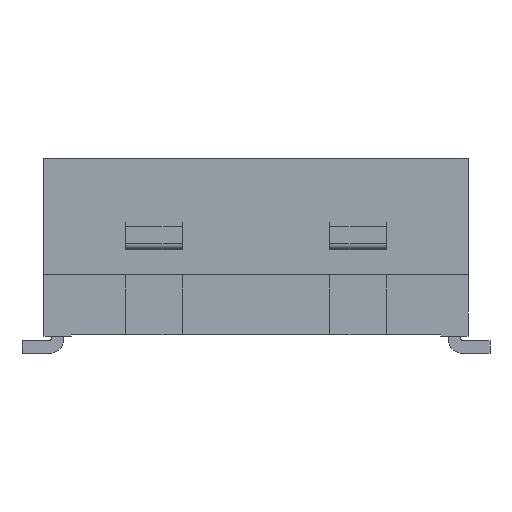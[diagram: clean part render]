
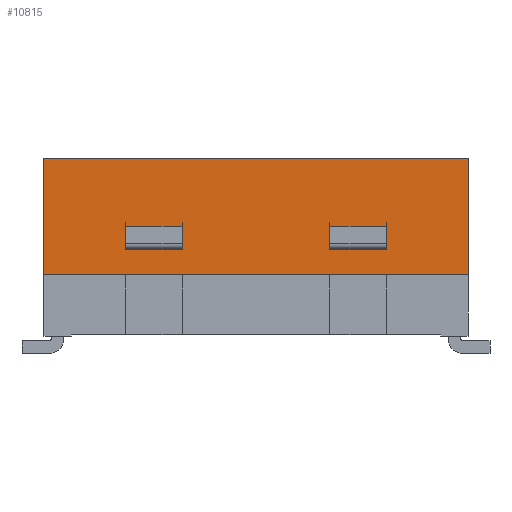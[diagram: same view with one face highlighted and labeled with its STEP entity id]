
A CAD part, front view. The second image highlights one B-rep face of the part: STEP entity #10815.
In plain terms, the highlighted face is planar.
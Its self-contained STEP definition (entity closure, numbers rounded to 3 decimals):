
#1861=ORIENTED_EDGE('',*,*,#4366,.F.);
#1862=ORIENTED_EDGE('',*,*,#4367,.F.);
#1863=ORIENTED_EDGE('',*,*,#4368,.F.);
#1864=ORIENTED_EDGE('',*,*,#4369,.F.);
#1865=ORIENTED_EDGE('',*,*,#4370,.T.);
#1866=ORIENTED_EDGE('',*,*,#4371,.T.);
#1867=ORIENTED_EDGE('',*,*,#4372,.T.);
#1868=ORIENTED_EDGE('',*,*,#4373,.T.);
#1869=ORIENTED_EDGE('',*,*,#4359,.T.);
#1870=ORIENTED_EDGE('',*,*,#4374,.T.);
#1871=ORIENTED_EDGE('',*,*,#4318,.F.);
#1872=ORIENTED_EDGE('',*,*,#4375,.F.);
#4318=EDGE_CURVE('',#5680,#5679,#6779,.T.);
#4359=EDGE_CURVE('',#5712,#5711,#6805,.T.);
#4366=EDGE_CURVE('',#5717,#5718,#6812,.T.);
#4367=EDGE_CURVE('',#5719,#5717,#6813,.T.);
#4368=EDGE_CURVE('',#5720,#5719,#6814,.T.);
#4369=EDGE_CURVE('',#5718,#5720,#6815,.T.);
#4370=EDGE_CURVE('',#5721,#5722,#6816,.T.);
#4371=EDGE_CURVE('',#5722,#5723,#6817,.T.);
#4372=EDGE_CURVE('',#5723,#5724,#6818,.T.);
#4373=EDGE_CURVE('',#5724,#5721,#6819,.T.);
#4374=EDGE_CURVE('',#5711,#5679,#6820,.T.);
#4375=EDGE_CURVE('',#5712,#5680,#6821,.T.);
#5679=VERTEX_POINT('',#17818);
#5680=VERTEX_POINT('',#17820);
#5711=VERTEX_POINT('',#17959);
#5712=VERTEX_POINT('',#17961);
#5717=VERTEX_POINT('',#17974);
#5718=VERTEX_POINT('',#17975);
#5719=VERTEX_POINT('',#17977);
#5720=VERTEX_POINT('',#17979);
#5721=VERTEX_POINT('',#17982);
#5722=VERTEX_POINT('',#17983);
#5723=VERTEX_POINT('',#17985);
#5724=VERTEX_POINT('',#17987);
#6779=LINE('',#17821,#8080);
#6805=LINE('',#17960,#8106);
#6812=LINE('',#17973,#8113);
#6813=LINE('',#17976,#8114);
#6814=LINE('',#17978,#8115);
#6815=LINE('',#17980,#8116);
#6816=LINE('',#17981,#8117);
#6817=LINE('',#17984,#8118);
#6818=LINE('',#17986,#8119);
#6819=LINE('',#17988,#8120);
#6820=LINE('',#17989,#8121);
#6821=LINE('',#17990,#8122);
#8080=VECTOR('',#14093,1000.);
#8106=VECTOR('',#14131,1000.);
#8113=VECTOR('',#14140,1000.);
#8114=VECTOR('',#14141,1000.);
#8115=VECTOR('',#14142,1000.);
#8116=VECTOR('',#14143,1000.);
#8117=VECTOR('',#14144,1000.);
#8118=VECTOR('',#14145,1000.);
#8119=VECTOR('',#14146,1000.);
#8120=VECTOR('',#14147,1000.);
#8121=VECTOR('',#14148,1000.);
#8122=VECTOR('',#14149,1000.);
#9134=EDGE_LOOP('',(#1861,#1862,#1863,#1864));
#9135=EDGE_LOOP('',(#1865,#1866,#1867,#1868));
#9136=EDGE_LOOP('',(#1869,#1870,#1871,#1872));
#9745=FACE_BOUND('',#9134,.T.);
#9746=FACE_BOUND('',#9135,.T.);
#9747=FACE_BOUND('',#9136,.T.);
#10285=PLANE('',#12464);
#10815=ADVANCED_FACE('',(#9745,#9746,#9747),#10285,.F.);
#12464=AXIS2_PLACEMENT_3D('',#17972,#14138,#14139);
#14093=DIRECTION('',(0.,1.,0.));
#14131=DIRECTION('',(0.,1.,0.));
#14138=DIRECTION('',(-1.,0.,0.));
#14139=DIRECTION('',(0.,0.,1.));
#14140=DIRECTION('',(0.,0.,1.));
#14141=DIRECTION('',(0.,1.,0.));
#14142=DIRECTION('',(0.,0.,-1.));
#14143=DIRECTION('',(0.,-1.,0.));
#14144=DIRECTION('',(0.,0.,-1.));
#14145=DIRECTION('',(0.,-1.,0.));
#14146=DIRECTION('',(0.,0.,1.));
#14147=DIRECTION('',(0.,1.,0.));
#14148=DIRECTION('',(0.,0.,1.));
#14149=DIRECTION('',(0.,0.,1.));
#17818=CARTESIAN_POINT('',(6.85,6.75,5.65));
#17820=CARTESIAN_POINT('',(6.85,-6.75,5.65));
#17821=CARTESIAN_POINT('',(6.85,-6.75,5.65));
#17959=CARTESIAN_POINT('',(6.85,6.75,1.95));
#17960=CARTESIAN_POINT('',(6.85,-6.75,1.95));
#17961=CARTESIAN_POINT('',(6.85,-6.75,1.95));
#17972=CARTESIAN_POINT('',(6.85,-6.75,1.95));
#17973=CARTESIAN_POINT('',(6.85,-2.35,1.95));
#17974=CARTESIAN_POINT('',(6.85,-2.35,2.75));
#17975=CARTESIAN_POINT('',(6.85,-2.35,3.502));
#17976=CARTESIAN_POINT('',(6.85,-6.75,2.75));
#17977=CARTESIAN_POINT('',(6.85,-4.15,2.75));
#17978=CARTESIAN_POINT('',(6.85,-4.15,1.95));
#17979=CARTESIAN_POINT('',(6.85,-4.15,3.502));
#17980=CARTESIAN_POINT('',(6.85,-6.75,3.502));
#17981=CARTESIAN_POINT('',(6.85,4.15,1.95));
#17982=CARTESIAN_POINT('',(6.85,4.15,3.502));
#17983=CARTESIAN_POINT('',(6.85,4.15,2.75));
#17984=CARTESIAN_POINT('',(6.85,-6.75,2.75));
#17985=CARTESIAN_POINT('',(6.85,2.35,2.75));
#17986=CARTESIAN_POINT('',(6.85,2.35,1.95));
#17987=CARTESIAN_POINT('',(6.85,2.35,3.502));
#17988=CARTESIAN_POINT('',(6.85,-6.75,3.502));
#17989=CARTESIAN_POINT('',(6.85,6.75,1.95));
#17990=CARTESIAN_POINT('',(6.85,-6.75,1.95));
